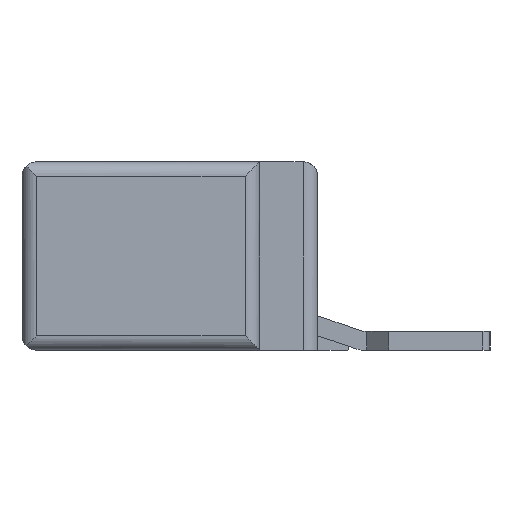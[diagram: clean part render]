
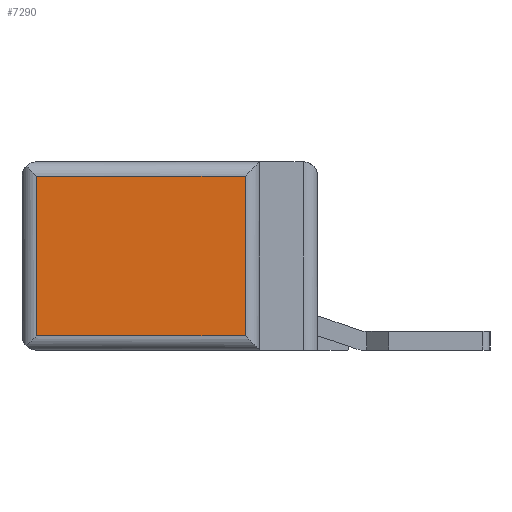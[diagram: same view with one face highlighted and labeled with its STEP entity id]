
A CAD part, left-side view. The second image highlights one B-rep face of the part: STEP entity #7290.
In plain terms, the highlighted planar face has unit normal (-1, 0, 0).
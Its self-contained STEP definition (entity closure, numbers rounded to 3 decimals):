
#1490 = CYLINDRICAL_SURFACE('',#1491,1.);
#1491 = AXIS2_PLACEMENT_3D('',#1492,#1493,#1494);
#1492 = CARTESIAN_POINT('',(-82.75,-90.,-5.5));
#1493 = DIRECTION('',(0.,1.,0.));
#1494 = DIRECTION('',(1.,0.,0.));
#2884 = CYLINDRICAL_SURFACE('',#2885,1.);
#2885 = AXIS2_PLACEMENT_3D('',#2886,#2887,#2888);
#2886 = CARTESIAN_POINT('',(-82.75,-90.,5.5));
#2887 = DIRECTION('',(0.,1.,0.));
#2888 = DIRECTION('',(1.,0.,0.));
#5650 = CYLINDRICAL_SURFACE('',#5651,1.);
#5651 = AXIS2_PLACEMENT_3D('',#5652,#5653,#5654);
#5652 = CARTESIAN_POINT('',(-82.75,5.,-6.5));
#5653 = DIRECTION('',(0.,0.,1.));
#5654 = DIRECTION('',(1.,0.,0.));
#5669 = VERTEX_POINT('',#5670);
#5670 = CARTESIAN_POINT('',(-83.75,5.,5.5));
#5785 = EDGE_CURVE('',#5786,#5669,#5788,.T.);
#5786 = VERTEX_POINT('',#5787);
#5787 = CARTESIAN_POINT('',(-83.75,5.,-5.5));
#5788 = SURFACE_CURVE('',#5789,(#5793,#5800),.PCURVE_S1.);
#5789 = LINE('',#5790,#5791);
#5790 = CARTESIAN_POINT('',(-83.75,5.,-5.5));
#5791 = VECTOR('',#5792,1.);
#5792 = DIRECTION('',(0.,0.,1.));
#5793 = PCURVE('',#5650,#5794);
#5794 = DEFINITIONAL_REPRESENTATION('',(#5795),#5799);
#5795 = LINE('',#5796,#5797);
#5796 = CARTESIAN_POINT('',(3.142,1.));
#5797 = VECTOR('',#5798,1.);
#5798 = DIRECTION('',(0.,1.));
#5799 = ( GEOMETRIC_REPRESENTATION_CONTEXT(2) 
PARAMETRIC_REPRESENTATION_CONTEXT() REPRESENTATION_CONTEXT('2D SPACE',''
  ) );
#5800 = PCURVE('',#5801,#5806);
#5801 = PLANE('',#5802);
#5802 = AXIS2_PLACEMENT_3D('',#5803,#5804,#5805);
#5803 = CARTESIAN_POINT('',(-83.75,19.4,-6.5));
#5804 = DIRECTION('',(-1.,0.,0.));
#5805 = DIRECTION('',(0.,-1.,0.));
#5806 = DEFINITIONAL_REPRESENTATION('',(#5807),#5811);
#5807 = LINE('',#5808,#5809);
#5808 = CARTESIAN_POINT('',(14.4,1.));
#5809 = VECTOR('',#5810,1.);
#5810 = DIRECTION('',(0.,1.));
#5811 = ( GEOMETRIC_REPRESENTATION_CONTEXT(2) 
PARAMETRIC_REPRESENTATION_CONTEXT() REPRESENTATION_CONTEXT('2D SPACE',''
  ) );
#5933 = EDGE_CURVE('',#5786,#5934,#5936,.T.);
#5934 = VERTEX_POINT('',#5935);
#5935 = CARTESIAN_POINT('',(-83.75,19.4,-5.5));
#5936 = SURFACE_CURVE('',#5937,(#5941,#5948),.PCURVE_S1.);
#5937 = LINE('',#5938,#5939);
#5938 = CARTESIAN_POINT('',(-83.75,5.,-5.5));
#5939 = VECTOR('',#5940,1.);
#5940 = DIRECTION('',(0.,1.,0.));
#5941 = PCURVE('',#1490,#5942);
#5942 = DEFINITIONAL_REPRESENTATION('',(#5943),#5947);
#5943 = LINE('',#5944,#5945);
#5944 = CARTESIAN_POINT('',(3.142,95.));
#5945 = VECTOR('',#5946,1.);
#5946 = DIRECTION('',(0.,1.));
#5947 = ( GEOMETRIC_REPRESENTATION_CONTEXT(2) 
PARAMETRIC_REPRESENTATION_CONTEXT() REPRESENTATION_CONTEXT('2D SPACE',''
  ) );
#5948 = PCURVE('',#5801,#5949);
#5949 = DEFINITIONAL_REPRESENTATION('',(#5950),#5954);
#5950 = LINE('',#5951,#5952);
#5951 = CARTESIAN_POINT('',(14.4,1.));
#5952 = VECTOR('',#5953,1.);
#5953 = DIRECTION('',(-1.,0.));
#5954 = ( GEOMETRIC_REPRESENTATION_CONTEXT(2) 
PARAMETRIC_REPRESENTATION_CONTEXT() REPRESENTATION_CONTEXT('2D SPACE',''
  ) );
#5997 = CYLINDRICAL_SURFACE('',#5998,1.);
#5998 = AXIS2_PLACEMENT_3D('',#5999,#6000,#6001);
#5999 = CARTESIAN_POINT('',(-82.75,19.4,-6.5));
#6000 = DIRECTION('',(0.,0.,1.));
#6001 = DIRECTION('',(1.,0.,0.));
#7200 = VERTEX_POINT('',#7201);
#7201 = CARTESIAN_POINT('',(-83.75,19.4,5.5));
#7269 = EDGE_CURVE('',#5669,#7200,#7270,.T.);
#7270 = SURFACE_CURVE('',#7271,(#7275,#7282),.PCURVE_S1.);
#7271 = LINE('',#7272,#7273);
#7272 = CARTESIAN_POINT('',(-83.75,5.,5.5));
#7273 = VECTOR('',#7274,1.);
#7274 = DIRECTION('',(0.,1.,0.));
#7275 = PCURVE('',#2884,#7276);
#7276 = DEFINITIONAL_REPRESENTATION('',(#7277),#7281);
#7277 = LINE('',#7278,#7279);
#7278 = CARTESIAN_POINT('',(3.142,95.));
#7279 = VECTOR('',#7280,1.);
#7280 = DIRECTION('',(0.,1.));
#7281 = ( GEOMETRIC_REPRESENTATION_CONTEXT(2) 
PARAMETRIC_REPRESENTATION_CONTEXT() REPRESENTATION_CONTEXT('2D SPACE',''
  ) );
#7282 = PCURVE('',#5801,#7283);
#7283 = DEFINITIONAL_REPRESENTATION('',(#7284),#7288);
#7284 = LINE('',#7285,#7286);
#7285 = CARTESIAN_POINT('',(14.4,12.));
#7286 = VECTOR('',#7287,1.);
#7287 = DIRECTION('',(-1.,0.));
#7288 = ( GEOMETRIC_REPRESENTATION_CONTEXT(2) 
PARAMETRIC_REPRESENTATION_CONTEXT() REPRESENTATION_CONTEXT('2D SPACE',''
  ) );
#7290 = ADVANCED_FACE('',(#7291),#5801,.T.);
#7291 = FACE_BOUND('',#7292,.F.);
#7292 = EDGE_LOOP('',(#7293,#7294,#7315,#7316));
#7293 = ORIENTED_EDGE('',*,*,#5933,.T.);
#7294 = ORIENTED_EDGE('',*,*,#7295,.T.);
#7295 = EDGE_CURVE('',#5934,#7200,#7296,.T.);
#7296 = SURFACE_CURVE('',#7297,(#7301,#7308),.PCURVE_S1.);
#7297 = LINE('',#7298,#7299);
#7298 = CARTESIAN_POINT('',(-83.75,19.4,-5.5));
#7299 = VECTOR('',#7300,1.);
#7300 = DIRECTION('',(0.,0.,1.));
#7301 = PCURVE('',#5801,#7302);
#7302 = DEFINITIONAL_REPRESENTATION('',(#7303),#7307);
#7303 = LINE('',#7304,#7305);
#7304 = CARTESIAN_POINT('',(0.,1.));
#7305 = VECTOR('',#7306,1.);
#7306 = DIRECTION('',(0.,1.));
#7307 = ( GEOMETRIC_REPRESENTATION_CONTEXT(2) 
PARAMETRIC_REPRESENTATION_CONTEXT() REPRESENTATION_CONTEXT('2D SPACE',''
  ) );
#7308 = PCURVE('',#5997,#7309);
#7309 = DEFINITIONAL_REPRESENTATION('',(#7310),#7314);
#7310 = LINE('',#7311,#7312);
#7311 = CARTESIAN_POINT('',(3.142,1.));
#7312 = VECTOR('',#7313,1.);
#7313 = DIRECTION('',(0.,1.));
#7314 = ( GEOMETRIC_REPRESENTATION_CONTEXT(2) 
PARAMETRIC_REPRESENTATION_CONTEXT() REPRESENTATION_CONTEXT('2D SPACE',''
  ) );
#7315 = ORIENTED_EDGE('',*,*,#7269,.F.);
#7316 = ORIENTED_EDGE('',*,*,#5785,.F.);
